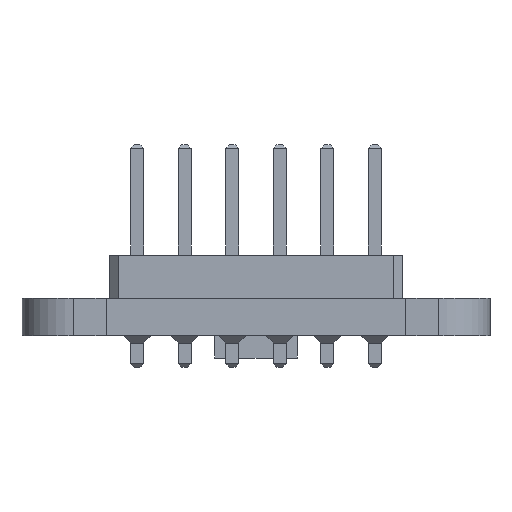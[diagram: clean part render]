
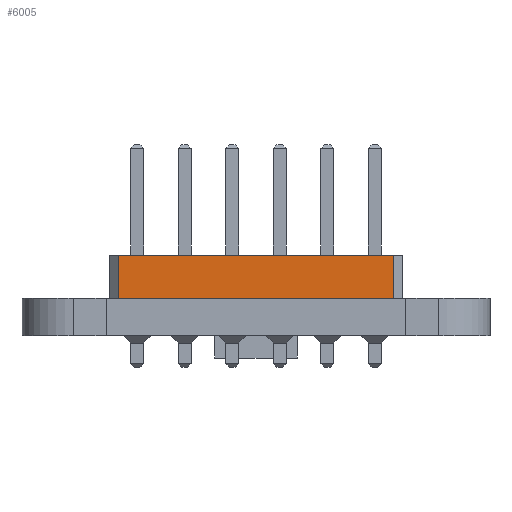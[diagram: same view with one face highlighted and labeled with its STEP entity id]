
A CAD part, front view. The second image highlights one B-rep face of the part: STEP entity #6005.
In plain terms, the highlighted planar face has unit normal (0, -1, 0).
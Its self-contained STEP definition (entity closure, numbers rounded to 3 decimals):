
#554 = DIRECTION ( 'NONE',  ( 0., 1., 0. ) ) ;
#746 = CARTESIAN_POINT ( 'NONE',  ( -7.85, -5.15, 3.3 ) ) ;
#1172 = VECTOR ( 'NONE', #8730, 1000. ) ;
#2116 = DIRECTION ( 'NONE',  ( 1., 0., 0. ) ) ;
#2152 = VECTOR ( 'NONE', #15704, 1000. ) ;
#2346 = VERTEX_POINT ( 'NONE', #4793 ) ;
#2607 = LINE ( 'NONE', #3896, #1172 ) ;
#2704 = EDGE_CURVE ( 'NONE', #5665, #2346, #6922, .T. ) ;
#3005 = CARTESIAN_POINT ( 'NONE',  ( 7.35, -5.15, 1. ) ) ;
#3129 = DIRECTION ( 'NONE',  ( 1., 0., 0. ) ) ;
#3896 = CARTESIAN_POINT ( 'NONE',  ( -7.35, -5.15, 3.3 ) ) ;
#4744 = VERTEX_POINT ( 'NONE', #10172 ) ;
#4793 = CARTESIAN_POINT ( 'NONE',  ( 7.35, -5.15, 3.3 ) ) ;
#5143 = DIRECTION ( 'NONE',  ( 0., 0., 1. ) ) ;
#5283 = CARTESIAN_POINT ( 'NONE',  ( -7.85, -5.15, 3.3 ) ) ;
#5452 = EDGE_CURVE ( 'NONE', #10410, #2346, #9497, .T. ) ;
#5488 = CARTESIAN_POINT ( 'NONE',  ( -7.35, -5.15, 3.3 ) ) ;
#5665 = VERTEX_POINT ( 'NONE', #5488 ) ;
#5991 = CARTESIAN_POINT ( 'NONE',  ( 7.35, -5.15, 3.3 ) ) ;
#6005 = ADVANCED_FACE ( 'NONE', ( #8801 ), #13837, .F. ) ;
#6086 = EDGE_CURVE ( 'NONE', #5665, #4744, #2607, .T. ) ;
#6382 = ORIENTED_EDGE ( 'NONE', *, *, #2704, .F. ) ;
#6633 = EDGE_LOOP ( 'NONE', ( #6382, #13088, #11172, #10591 ) ) ;
#6922 = LINE ( 'NONE', #746, #8184 ) ;
#7021 = LINE ( 'NONE', #15543, #14741 ) ;
#8184 = VECTOR ( 'NONE', #3129, 1000. ) ;
#8730 = DIRECTION ( 'NONE',  ( 0., 0., -1. ) ) ;
#8801 = FACE_OUTER_BOUND ( 'NONE', #6633, .T. ) ;
#9024 = EDGE_CURVE ( 'NONE', #4744, #10410, #7021, .T. ) ;
#9497 = LINE ( 'NONE', #5991, #2152 ) ;
#10172 = CARTESIAN_POINT ( 'NONE',  ( -7.35, -5.15, 1. ) ) ;
#10410 = VERTEX_POINT ( 'NONE', #3005 ) ;
#10542 = AXIS2_PLACEMENT_3D ( 'NONE', #5283, #554, #5143 ) ;
#10591 = ORIENTED_EDGE ( 'NONE', *, *, #5452, .T. ) ;
#11172 = ORIENTED_EDGE ( 'NONE', *, *, #9024, .T. ) ;
#13088 = ORIENTED_EDGE ( 'NONE', *, *, #6086, .T. ) ;
#13837 = PLANE ( 'NONE',  #10542 ) ;
#14741 = VECTOR ( 'NONE', #2116, 1000. ) ;
#15543 = CARTESIAN_POINT ( 'NONE',  ( -7.85, -5.15, 1. ) ) ;
#15704 = DIRECTION ( 'NONE',  ( 0., 0., 1. ) ) ;
